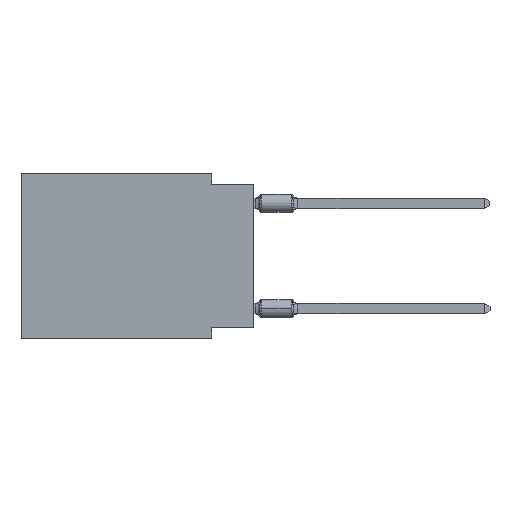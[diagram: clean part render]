
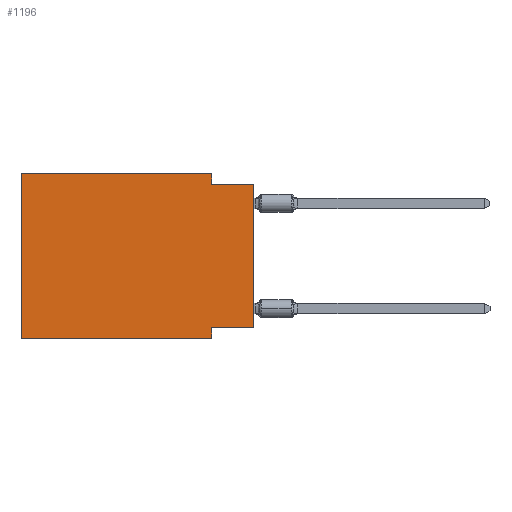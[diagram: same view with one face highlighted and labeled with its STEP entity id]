
A CAD part, left-side view. The second image highlights one B-rep face of the part: STEP entity #1196.
In plain terms, the highlighted planar face has unit normal (-1, 0, 0).
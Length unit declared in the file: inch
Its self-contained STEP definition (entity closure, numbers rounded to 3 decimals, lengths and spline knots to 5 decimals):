
#913 = VECTOR ( 'NONE', #8676, 39.37008 ) ;
#1145 = EDGE_CURVE ( 'NONE', #7560, #15518, #10884, .T. ) ;
#1196 = ADVANCED_FACE ( 'NONE', ( #11095 ), #7963, .F. ) ;
#2578 = VECTOR ( 'NONE', #18018, 39.37008 ) ;
#2822 = EDGE_CURVE ( 'NONE', #7661, #10025, #8260, .T. ) ;
#2988 = CARTESIAN_POINT ( 'NONE',  ( 0., 0.1, -0.365 ) ) ;
#3289 = VECTOR ( 'NONE', #19666, 39.37008 ) ;
#3355 = VERTEX_POINT ( 'NONE', #5423 ) ;
#4059 = VECTOR ( 'NONE', #17651, 39.37008 ) ;
#4391 = CARTESIAN_POINT ( 'NONE',  ( 0., 0.1, -0.39 ) ) ;
#4520 = ORIENTED_EDGE ( 'NONE', *, *, #14682, .F. ) ;
#4607 = DIRECTION ( 'NONE',  ( 1., 0., 0. ) ) ;
#4755 = CARTESIAN_POINT ( 'NONE',  ( 0., 0.1, -0.39 ) ) ;
#4870 = LINE ( 'NONE', #11456, #2578 ) ;
#5028 = DIRECTION ( 'NONE',  ( 0., -1., 0. ) ) ;
#5066 = LINE ( 'NONE', #4755, #3289 ) ;
#5208 = LINE ( 'NONE', #16860, #913 ) ;
#5238 = VERTEX_POINT ( 'NONE', #4391 ) ;
#5274 = CARTESIAN_POINT ( 'NONE',  ( 0., 0.55, 0. ) ) ;
#5423 = CARTESIAN_POINT ( 'NONE',  ( 0., 0., -0.365 ) ) ;
#5641 = LINE ( 'NONE', #9001, #11268 ) ;
#6520 = VERTEX_POINT ( 'NONE', #2988 ) ;
#6594 = ORIENTED_EDGE ( 'NONE', *, *, #1145, .F. ) ;
#7098 = EDGE_CURVE ( 'NONE', #3355, #6520, #5208, .T. ) ;
#7359 = ORIENTED_EDGE ( 'NONE', *, *, #2822, .F. ) ;
#7560 = VERTEX_POINT ( 'NONE', #10445 ) ;
#7661 = VERTEX_POINT ( 'NONE', #20827 ) ;
#7767 = VECTOR ( 'NONE', #18884, 39.37008 ) ;
#7824 = EDGE_CURVE ( 'NONE', #10025, #12995, #18073, .T. ) ;
#7959 = CARTESIAN_POINT ( 'NONE',  ( 0., 0.1, 0. ) ) ;
#7963 = PLANE ( 'NONE',  #18800 ) ;
#8006 = VECTOR ( 'NONE', #19817, 39.37008 ) ;
#8260 = LINE ( 'NONE', #16872, #8006 ) ;
#8560 = CARTESIAN_POINT ( 'NONE',  ( 0., 0., -0.025 ) ) ;
#8676 = DIRECTION ( 'NONE',  ( 0., 1., 0. ) ) ;
#8898 = EDGE_CURVE ( 'NONE', #12995, #7560, #11092, .T. ) ;
#9001 = CARTESIAN_POINT ( 'NONE',  ( 0., 0.55, -0.39 ) ) ;
#10025 = VERTEX_POINT ( 'NONE', #5274 ) ;
#10445 = CARTESIAN_POINT ( 'NONE',  ( 0., 0.1, -0.025 ) ) ;
#10884 = LINE ( 'NONE', #19086, #7767 ) ;
#11092 = LINE ( 'NONE', #7959, #4059 ) ;
#11095 = FACE_OUTER_BOUND ( 'NONE', #14422, .T. ) ;
#11268 = VECTOR ( 'NONE', #13953, 39.37008 ) ;
#11413 = CARTESIAN_POINT ( 'NONE',  ( 0., 0.55, 0. ) ) ;
#11456 = CARTESIAN_POINT ( 'NONE',  ( 0., 0., 0. ) ) ;
#11583 = ORIENTED_EDGE ( 'NONE', *, *, #7824, .F. ) ;
#11614 = VECTOR ( 'NONE', #5028, 39.37008 ) ;
#12995 = VERTEX_POINT ( 'NONE', #14334 ) ;
#13222 = CARTESIAN_POINT ( 'NONE',  ( 0., 0.55, 0. ) ) ;
#13953 = DIRECTION ( 'NONE',  ( 0., -1., 0. ) ) ;
#14321 = EDGE_CURVE ( 'NONE', #3355, #15518, #4870, .T. ) ;
#14334 = CARTESIAN_POINT ( 'NONE',  ( 0., 0.1, 0. ) ) ;
#14422 = EDGE_LOOP ( 'NONE', ( #16683, #6594, #14499, #11583, #7359, #18803, #4520, #19408 ) ) ;
#14499 = ORIENTED_EDGE ( 'NONE', *, *, #8898, .F. ) ;
#14682 = EDGE_CURVE ( 'NONE', #6520, #5238, #5066, .T. ) ;
#15518 = VERTEX_POINT ( 'NONE', #8560 ) ;
#16683 = ORIENTED_EDGE ( 'NONE', *, *, #14321, .T. ) ;
#16860 = CARTESIAN_POINT ( 'NONE',  ( 0., 0., -0.365 ) ) ;
#16872 = CARTESIAN_POINT ( 'NONE',  ( 0., 0.55, 0. ) ) ;
#17651 = DIRECTION ( 'NONE',  ( 0., 0., -1. ) ) ;
#17972 = DIRECTION ( 'NONE',  ( 0., 0., -1. ) ) ;
#18018 = DIRECTION ( 'NONE',  ( 0., 0., 1. ) ) ;
#18073 = LINE ( 'NONE', #13222, #11614 ) ;
#18800 = AXIS2_PLACEMENT_3D ( 'NONE', #11413, #4607, #17972 ) ;
#18803 = ORIENTED_EDGE ( 'NONE', *, *, #21013, .T. ) ;
#18884 = DIRECTION ( 'NONE',  ( 0., -1., 0. ) ) ;
#19086 = CARTESIAN_POINT ( 'NONE',  ( 0., 0., -0.025 ) ) ;
#19408 = ORIENTED_EDGE ( 'NONE', *, *, #7098, .F. ) ;
#19666 = DIRECTION ( 'NONE',  ( 0., 0., -1. ) ) ;
#19817 = DIRECTION ( 'NONE',  ( 0., 0., 1. ) ) ;
#20827 = CARTESIAN_POINT ( 'NONE',  ( 0., 0.55, -0.39 ) ) ;
#21013 = EDGE_CURVE ( 'NONE', #7661, #5238, #5641, .T. ) ;
